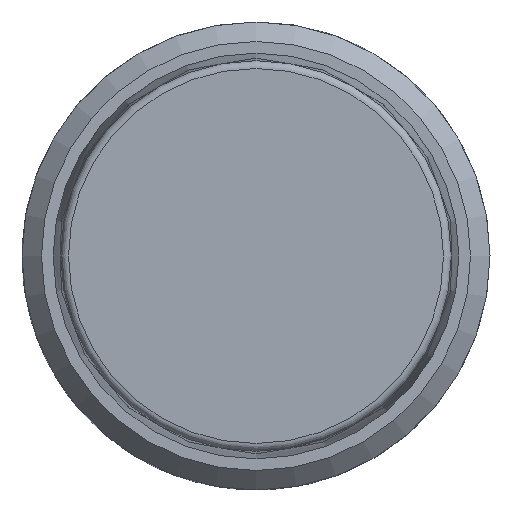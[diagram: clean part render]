
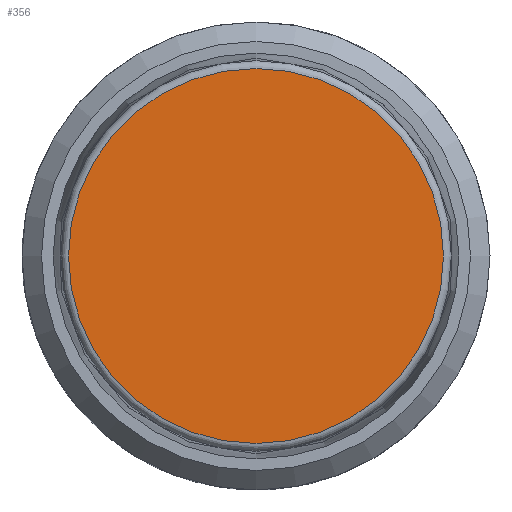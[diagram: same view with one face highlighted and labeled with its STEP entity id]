
A CAD part, left-side view. The second image highlights one B-rep face of the part: STEP entity #356.
In plain terms, the highlighted planar face has unit normal (-1, 0, 0).
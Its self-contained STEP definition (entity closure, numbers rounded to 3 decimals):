
#37=PLANE('',#384);
#49=ORIENTED_EDGE('',*,*,#92,.T.);
#92=EDGE_CURVE('',#114,#114,#133,.F.);
#114=VERTEX_POINT('',#504);
#133=CIRCLE('',#385,4.808);
#151=EDGE_LOOP('',(#49));
#184=FACE_BOUND('',#151,.T.);
#356=ADVANCED_FACE('',(#184),#37,.F.);
#384=AXIS2_PLACEMENT_3D('',#502,#429,#430);
#385=AXIS2_PLACEMENT_3D('',#503,#431,#432);
#429=DIRECTION('',(1.,0.,0.));
#430=DIRECTION('',(0.,0.,-1.));
#431=DIRECTION('',(1.,0.,0.));
#432=DIRECTION('',(0.,0.,-1.));
#502=CARTESIAN_POINT('',(-5.,0.,0.));
#503=CARTESIAN_POINT('',(-5.,0.,0.));
#504=CARTESIAN_POINT('',(-5.,0.,-4.808));
